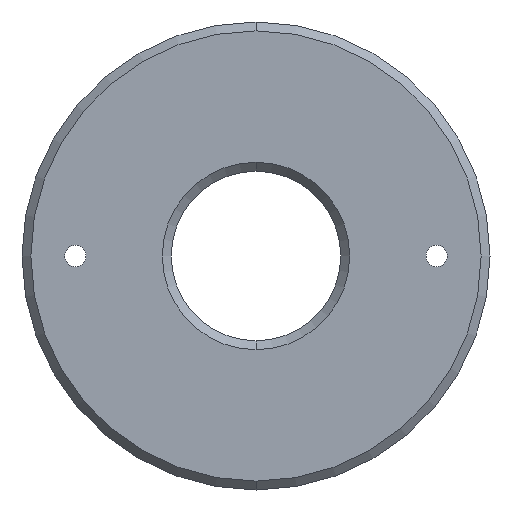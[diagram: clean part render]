
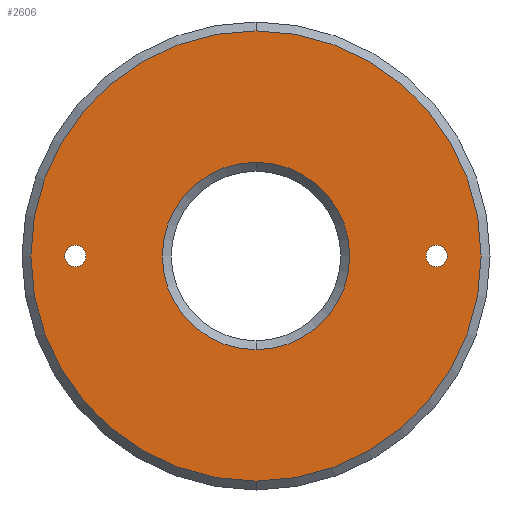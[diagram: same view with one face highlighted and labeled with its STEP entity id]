
A CAD part, front view. The second image highlights one B-rep face of the part: STEP entity #2606.
In plain terms, the highlighted planar face has unit normal (0, -1, 0).
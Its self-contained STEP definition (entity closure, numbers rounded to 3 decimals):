
#68 = EDGE_CURVE ( 'NONE', #4169, #10467, #6943, .T. ) ;
#115 = DIRECTION ( 'NONE',  ( 0., -1., 0. ) ) ;
#324 = CARTESIAN_POINT ( 'NONE',  ( 0., 0., 0. ) ) ;
#425 = DIRECTION ( 'NONE',  ( 0., -1., 0. ) ) ;
#475 = EDGE_CURVE ( 'NONE', #7477, #10098, #9686, .T. ) ;
#597 = CARTESIAN_POINT ( 'NONE',  ( 10.15, 0., -0.6 ) ) ;
#1140 = FACE_BOUND ( 'NONE', #1460, .T. ) ;
#1165 = VERTEX_POINT ( 'NONE', #6726 ) ;
#1194 = FACE_BOUND ( 'NONE', #6554, .T. ) ;
#1225 = DIRECTION ( 'NONE',  ( 0., 0., 1. ) ) ;
#1246 = CARTESIAN_POINT ( 'NONE',  ( 0., 0., 0. ) ) ;
#1371 = ORIENTED_EDGE ( 'NONE', *, *, #475, .F. ) ;
#1460 = EDGE_LOOP ( 'NONE', ( #10049, #2329 ) ) ;
#1492 = ORIENTED_EDGE ( 'NONE', *, *, #6445, .F. ) ;
#1829 = DIRECTION ( 'NONE',  ( 0., 1., 0. ) ) ;
#1830 = ORIENTED_EDGE ( 'NONE', *, *, #8511, .F. ) ;
#2329 = ORIENTED_EDGE ( 'NONE', *, *, #3552, .F. ) ;
#2397 = CARTESIAN_POINT ( 'NONE',  ( 10.15, 0., 0. ) ) ;
#2513 = VERTEX_POINT ( 'NONE', #3435 ) ;
#2538 = DIRECTION ( 'NONE',  ( 0., -1., 0. ) ) ;
#2606 = ADVANCED_FACE ( 'NONE', ( #1140, #1194, #7567, #4434 ), #7672, .F. ) ;
#3025 = CIRCLE ( 'NONE', #6747, 0.6 ) ;
#3212 = DIRECTION ( 'NONE',  ( 0., 0., 1. ) ) ;
#3240 = ORIENTED_EDGE ( 'NONE', *, *, #4768, .F. ) ;
#3333 = CARTESIAN_POINT ( 'NONE',  ( -10.15, 0., 0. ) ) ;
#3417 = DIRECTION ( 'NONE',  ( 0., -1., 0. ) ) ;
#3427 = CARTESIAN_POINT ( 'NONE',  ( 0., 0., 0. ) ) ;
#3435 = CARTESIAN_POINT ( 'NONE',  ( 0., 0., -5.262 ) ) ;
#3552 = EDGE_CURVE ( 'NONE', #5798, #1165, #3608, .T. ) ;
#3608 = CIRCLE ( 'NONE', #8872, 0.6 ) ;
#3801 = CIRCLE ( 'NONE', #7194, 5.262 ) ;
#3817 = EDGE_LOOP ( 'NONE', ( #1371, #4953 ) ) ;
#3904 = CARTESIAN_POINT ( 'NONE',  ( 10.15, 0., 0.6 ) ) ;
#4169 = VERTEX_POINT ( 'NONE', #597 ) ;
#4359 = AXIS2_PLACEMENT_3D ( 'NONE', #8457, #3417, #8348 ) ;
#4434 = FACE_OUTER_BOUND ( 'NONE', #3817, .T. ) ;
#4489 = DIRECTION ( 'NONE',  ( 0., 1., 0. ) ) ;
#4582 = EDGE_LOOP ( 'NONE', ( #1830, #3240 ) ) ;
#4768 = EDGE_CURVE ( 'NONE', #7179, #2513, #9814, .T. ) ;
#4778 = DIRECTION ( 'NONE',  ( 0., -1., 0. ) ) ;
#4953 = ORIENTED_EDGE ( 'NONE', *, *, #4958, .F. ) ;
#4958 = EDGE_CURVE ( 'NONE', #10098, #7477, #6723, .T. ) ;
#4980 = DIRECTION ( 'NONE',  ( 0., 0., 1. ) ) ;
#5250 = CARTESIAN_POINT ( 'NONE',  ( 0., 0., 12.645 ) ) ;
#5309 = AXIS2_PLACEMENT_3D ( 'NONE', #1246, #4489, #7723 ) ;
#5778 = DIRECTION ( 'NONE',  ( 0., 0., 1. ) ) ;
#5781 = CARTESIAN_POINT ( 'NONE',  ( -10.15, 0., 0. ) ) ;
#5798 = VERTEX_POINT ( 'NONE', #5878 ) ;
#5872 = EDGE_CURVE ( 'NONE', #1165, #5798, #9121, .T. ) ;
#5878 = CARTESIAN_POINT ( 'NONE',  ( -10.15, 0., -0.6 ) ) ;
#6227 = AXIS2_PLACEMENT_3D ( 'NONE', #7866, #10382, #1225 ) ;
#6445 = EDGE_CURVE ( 'NONE', #10467, #4169, #3025, .T. ) ;
#6545 = CARTESIAN_POINT ( 'NONE',  ( 10.15, 0., 0. ) ) ;
#6554 = EDGE_LOOP ( 'NONE', ( #1492, #7823 ) ) ;
#6563 = DIRECTION ( 'NONE',  ( 0., -1., 0. ) ) ;
#6611 = DIRECTION ( 'NONE',  ( 0., 0., 1. ) ) ;
#6723 = CIRCLE ( 'NONE', #6227, 12.645 ) ;
#6726 = CARTESIAN_POINT ( 'NONE',  ( -10.15, 0., 0.6 ) ) ;
#6747 = AXIS2_PLACEMENT_3D ( 'NONE', #2397, #4778, #8017 ) ;
#6802 = DIRECTION ( 'NONE',  ( 0., 0., -1. ) ) ;
#6943 = CIRCLE ( 'NONE', #9512, 0.6 ) ;
#7179 = VERTEX_POINT ( 'NONE', #10018 ) ;
#7194 = AXIS2_PLACEMENT_3D ( 'NONE', #324, #425, #6802 ) ;
#7424 = AXIS2_PLACEMENT_3D ( 'NONE', #3333, #6563, #5778 ) ;
#7477 = VERTEX_POINT ( 'NONE', #5250 ) ;
#7567 = FACE_BOUND ( 'NONE', #4582, .T. ) ;
#7672 = PLANE ( 'NONE',  #5309 ) ;
#7723 = DIRECTION ( 'NONE',  ( 1., 0., 0. ) ) ;
#7823 = ORIENTED_EDGE ( 'NONE', *, *, #68, .F. ) ;
#7866 = CARTESIAN_POINT ( 'NONE',  ( 0., 0., 0. ) ) ;
#8017 = DIRECTION ( 'NONE',  ( 0., 0., 1. ) ) ;
#8348 = DIRECTION ( 'NONE',  ( 0., 0., -1. ) ) ;
#8457 = CARTESIAN_POINT ( 'NONE',  ( 0., 0., 0. ) ) ;
#8511 = EDGE_CURVE ( 'NONE', #2513, #7179, #3801, .T. ) ;
#8872 = AXIS2_PLACEMENT_3D ( 'NONE', #5781, #2538, #4980 ) ;
#9121 = CIRCLE ( 'NONE', #7424, 0.6 ) ;
#9512 = AXIS2_PLACEMENT_3D ( 'NONE', #6545, #115, #3212 ) ;
#9686 = CIRCLE ( 'NONE', #10017, 12.645 ) ;
#9814 = CIRCLE ( 'NONE', #4359, 5.262 ) ;
#10017 = AXIS2_PLACEMENT_3D ( 'NONE', #3427, #1829, #6611 ) ;
#10018 = CARTESIAN_POINT ( 'NONE',  ( 0., 0., 5.262 ) ) ;
#10049 = ORIENTED_EDGE ( 'NONE', *, *, #5872, .F. ) ;
#10098 = VERTEX_POINT ( 'NONE', #10461 ) ;
#10382 = DIRECTION ( 'NONE',  ( 0., 1., 0. ) ) ;
#10461 = CARTESIAN_POINT ( 'NONE',  ( 0., 0., -12.645 ) ) ;
#10467 = VERTEX_POINT ( 'NONE', #3904 ) ;
